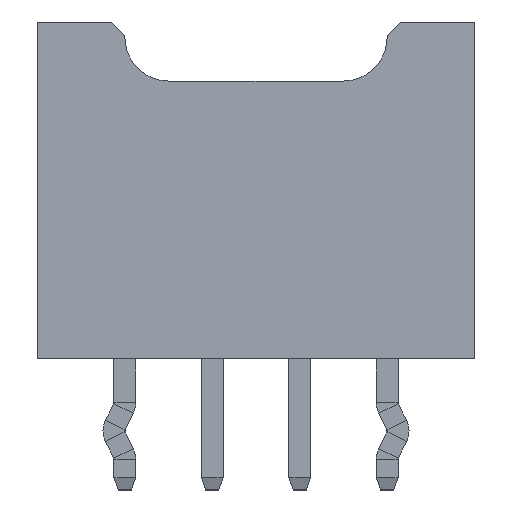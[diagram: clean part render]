
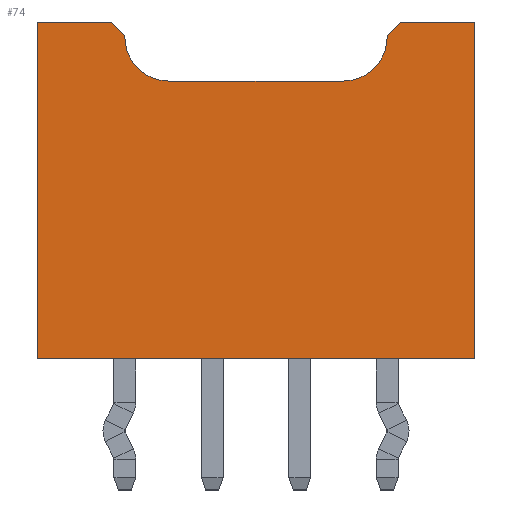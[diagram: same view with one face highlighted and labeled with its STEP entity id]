
A CAD part, top view. The second image highlights one B-rep face of the part: STEP entity #74.
In plain terms, the highlighted planar face has unit normal (0, 0, 1).
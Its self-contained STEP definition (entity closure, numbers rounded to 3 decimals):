
#41 = ORIENTED_EDGE ( 'NONE', *, *, #751, .F. ) ;
#42 = CARTESIAN_POINT ( 'NONE',  ( -3., 7.35, 2.65 ) ) ;
#48 = DIRECTION ( 'NONE',  ( 1., 0., 0. ) ) ;
#69 = CARTESIAN_POINT ( 'NONE',  ( 2., 6.35, 2.65 ) ) ;
#74 = ADVANCED_FACE ( 'NONE', ( #2545 ), #2200, .F. ) ;
#151 = EDGE_CURVE ( 'NONE', #2418, #590, #335, .T. ) ;
#179 = VECTOR ( 'NONE', #1093, 1000. ) ;
#261 = VECTOR ( 'NONE', #48, 1000. ) ;
#335 = LINE ( 'NONE', #958, #1462 ) ;
#343 = CARTESIAN_POINT ( 'NONE',  ( -3.3, 7.7, 2.65 ) ) ;
#355 = CARTESIAN_POINT ( 'NONE',  ( 5., 5.9, 2.65 ) ) ;
#424 = AXIS2_PLACEMENT_3D ( 'NONE', #953, #1213, #2038 ) ;
#444 = ORIENTED_EDGE ( 'NONE', *, *, #2128, .F. ) ;
#451 = EDGE_CURVE ( 'NONE', #822, #1115, #1599, .T. ) ;
#500 = DIRECTION ( 'NONE',  ( 1., 0., 0. ) ) ;
#521 = CARTESIAN_POINT ( 'NONE',  ( 5., 0., 2.65 ) ) ;
#532 = CARTESIAN_POINT ( 'NONE',  ( -3., 7.4, 2.65 ) ) ;
#540 = ORIENTED_EDGE ( 'NONE', *, *, #874, .T. ) ;
#561 = VECTOR ( 'NONE', #1752, 1000. ) ;
#590 = VERTEX_POINT ( 'NONE', #343 ) ;
#624 = LINE ( 'NONE', #2472, #261 ) ;
#650 = VECTOR ( 'NONE', #2541, 1000. ) ;
#661 = DIRECTION ( 'NONE',  ( 0., -1., 0. ) ) ;
#728 = CARTESIAN_POINT ( 'NONE',  ( 3., 7.35, 2.65 ) ) ;
#751 = EDGE_CURVE ( 'NONE', #905, #2592, #881, .T. ) ;
#752 = CARTESIAN_POINT ( 'NONE',  ( -5., 0., 2.65 ) ) ;
#822 = VERTEX_POINT ( 'NONE', #728 ) ;
#848 = ORIENTED_EDGE ( 'NONE', *, *, #1746, .T. ) ;
#849 = CARTESIAN_POINT ( 'NONE',  ( -5., 5.9, 2.65 ) ) ;
#874 = EDGE_CURVE ( 'NONE', #1716, #822, #1133, .T. ) ;
#881 = LINE ( 'NONE', #2537, #2152 ) ;
#882 = CARTESIAN_POINT ( 'NONE',  ( -2., 6.35, 2.65 ) ) ;
#905 = VERTEX_POINT ( 'NONE', #532 ) ;
#922 = LINE ( 'NONE', #1739, #2439 ) ;
#925 = EDGE_CURVE ( 'NONE', #1990, #2220, #1105, .T. ) ;
#941 = VECTOR ( 'NONE', #1971, 1000. ) ;
#951 = EDGE_LOOP ( 'NONE', ( #1913, #1711, #540, #2039, #1137, #848, #41, #1700, #1984, #2049, #1317, #444 ) ) ;
#953 = CARTESIAN_POINT ( 'NONE',  ( 2., 7.35, 2.65 ) ) ;
#957 = VERTEX_POINT ( 'NONE', #882 ) ;
#958 = CARTESIAN_POINT ( 'NONE',  ( -3., 7.7, 2.65 ) ) ;
#964 = VERTEX_POINT ( 'NONE', #1931 ) ;
#1033 = EDGE_CURVE ( 'NONE', #964, #1716, #1508, .T. ) ;
#1093 = DIRECTION ( 'NONE',  ( -0.707, -0.707, 0. ) ) ;
#1104 = CARTESIAN_POINT ( 'NONE',  ( -2., 7.35, 2.65 ) ) ;
#1105 = LINE ( 'NONE', #521, #561 ) ;
#1109 = VECTOR ( 'NONE', #1583, 1000. ) ;
#1115 = VERTEX_POINT ( 'NONE', #69 ) ;
#1133 = LINE ( 'NONE', #1760, #941 ) ;
#1137 = ORIENTED_EDGE ( 'NONE', *, *, #1587, .F. ) ;
#1165 = VECTOR ( 'NONE', #1291, 1000. ) ;
#1213 = DIRECTION ( 'NONE',  ( 0., 0., -1. ) ) ;
#1254 = VERTEX_POINT ( 'NONE', #2048 ) ;
#1291 = DIRECTION ( 'NONE',  ( 1., 0., 0. ) ) ;
#1317 = ORIENTED_EDGE ( 'NONE', *, *, #925, .T. ) ;
#1391 = EDGE_CURVE ( 'NONE', #964, #1254, #2246, .T. ) ;
#1409 = LINE ( 'NONE', #2201, #1109 ) ;
#1452 = CARTESIAN_POINT ( 'NONE',  ( 5., 0., 2.65 ) ) ;
#1462 = VECTOR ( 'NONE', #500, 1000. ) ;
#1496 = CARTESIAN_POINT ( 'NONE',  ( 3., 7.7, 2.65 ) ) ;
#1508 = LINE ( 'NONE', #2339, #179 ) ;
#1528 = EDGE_CURVE ( 'NONE', #2418, #1990, #2140, .T. ) ;
#1583 = DIRECTION ( 'NONE',  ( 0., -1., 0. ) ) ;
#1587 = EDGE_CURVE ( 'NONE', #957, #1115, #624, .T. ) ;
#1599 = CIRCLE ( 'NONE', #424, 1. ) ;
#1700 = ORIENTED_EDGE ( 'NONE', *, *, #1715, .T. ) ;
#1711 = ORIENTED_EDGE ( 'NONE', *, *, #1033, .T. ) ;
#1715 = EDGE_CURVE ( 'NONE', #905, #590, #922, .T. ) ;
#1716 = VERTEX_POINT ( 'NONE', #2347 ) ;
#1739 = CARTESIAN_POINT ( 'NONE',  ( -3.3, 7.7, 2.65 ) ) ;
#1746 = EDGE_CURVE ( 'NONE', #957, #2592, #2560, .T. ) ;
#1752 = DIRECTION ( 'NONE',  ( 1., 0., 0. ) ) ;
#1760 = CARTESIAN_POINT ( 'NONE',  ( 3., 18.159, 2.65 ) ) ;
#1913 = ORIENTED_EDGE ( 'NONE', *, *, #1391, .F. ) ;
#1930 = DIRECTION ( 'NONE',  ( 0., 0., -1. ) ) ;
#1931 = CARTESIAN_POINT ( 'NONE',  ( 3.3, 7.7, 2.65 ) ) ;
#1971 = DIRECTION ( 'NONE',  ( 0., -1., 0. ) ) ;
#1974 = DIRECTION ( 'NONE',  ( -0.707, 0.707, 0. ) ) ;
#1984 = ORIENTED_EDGE ( 'NONE', *, *, #151, .F. ) ;
#1990 = VERTEX_POINT ( 'NONE', #752 ) ;
#2038 = DIRECTION ( 'NONE',  ( -1., 0., 0. ) ) ;
#2039 = ORIENTED_EDGE ( 'NONE', *, *, #451, .T. ) ;
#2048 = CARTESIAN_POINT ( 'NONE',  ( 5., 7.7, 2.65 ) ) ;
#2049 = ORIENTED_EDGE ( 'NONE', *, *, #1528, .T. ) ;
#2059 = AXIS2_PLACEMENT_3D ( 'NONE', #355, #2355, #2345 ) ;
#2116 = AXIS2_PLACEMENT_3D ( 'NONE', #1104, #1930, #2322 ) ;
#2128 = EDGE_CURVE ( 'NONE', #1254, #2220, #1409, .T. ) ;
#2140 = LINE ( 'NONE', #849, #650 ) ;
#2152 = VECTOR ( 'NONE', #661, 1000. ) ;
#2200 = PLANE ( 'NONE',  #2059 ) ;
#2201 = CARTESIAN_POINT ( 'NONE',  ( 5., 5.9, 2.65 ) ) ;
#2220 = VERTEX_POINT ( 'NONE', #1452 ) ;
#2246 = LINE ( 'NONE', #1496, #1165 ) ;
#2322 = DIRECTION ( 'NONE',  ( -1., 0., 0. ) ) ;
#2339 = CARTESIAN_POINT ( 'NONE',  ( 3.3, 7.7, 2.65 ) ) ;
#2345 = DIRECTION ( 'NONE',  ( -1., 0., 0. ) ) ;
#2347 = CARTESIAN_POINT ( 'NONE',  ( 3., 7.4, 2.65 ) ) ;
#2355 = DIRECTION ( 'NONE',  ( 0., 0., -1. ) ) ;
#2418 = VERTEX_POINT ( 'NONE', #2527 ) ;
#2439 = VECTOR ( 'NONE', #1974, 1000. ) ;
#2472 = CARTESIAN_POINT ( 'NONE',  ( 3., 6.35, 2.65 ) ) ;
#2527 = CARTESIAN_POINT ( 'NONE',  ( -5., 7.7, 2.65 ) ) ;
#2537 = CARTESIAN_POINT ( 'NONE',  ( -3., 18.159, 2.65 ) ) ;
#2541 = DIRECTION ( 'NONE',  ( 0., -1., 0. ) ) ;
#2545 = FACE_OUTER_BOUND ( 'NONE', #951, .T. ) ;
#2560 = CIRCLE ( 'NONE', #2116, 1. ) ;
#2592 = VERTEX_POINT ( 'NONE', #42 ) ;
